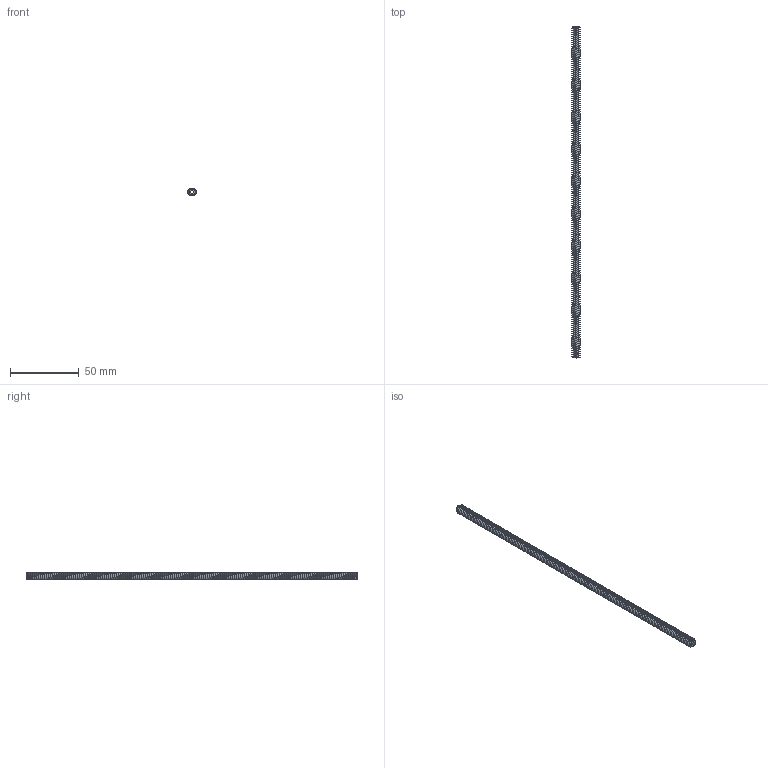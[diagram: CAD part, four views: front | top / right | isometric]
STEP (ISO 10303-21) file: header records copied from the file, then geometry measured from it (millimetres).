
FILE_DESCRIPTION(('FreeCAD Model'),'2;1');
FILE_NAME('Open CASCADE Shape Model','2023-11-29T17:06:31',(''),(''), 'Open CASCADE STEP processor 7.6','FreeCAD','Unknown');
FILE_SCHEMA(('AUTOMOTIVE_DESIGN { 1 0 10303 214 1 1 1 1 }'));
Products named in the file (1): Threaded Rod FL-RH BU18.50 - SPN-THR-0074 (stemfie.org)
Bounding box: 6.6 x 241.25 x 5 mm (x, y, z)
Volume: 4398.3 mm3; surface area: 8675.3 mm2
Topology: 1 solids, 1 shells, 1116 faces, 3067 edges, 1985 vertices
Faces by surface type: plane 645, bspline 356, extrusion 108, cone 6, cylinder 1
Full cylindrical faces by diameter (mm): 2 x1
Entity records: 188383 total; most frequent: CARTESIAN_POINT 136450, ORIENTED_EDGE 6134, PCURVE 6134, DEFINITIONAL_REPRESENTATION 6134, DIRECTION 6108, VECTOR 4764, LINE 4656, B_SPLINE_CURVE_WITH_KNOTS 4625
